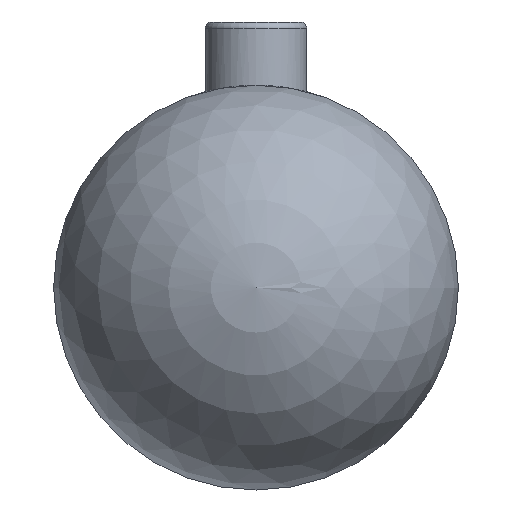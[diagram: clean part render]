
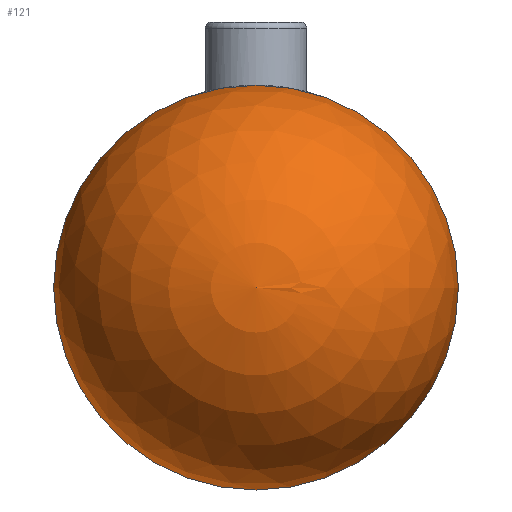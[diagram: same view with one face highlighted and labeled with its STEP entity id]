
A CAD part, front view. The second image highlights one B-rep face of the part: STEP entity #121.
In plain terms, the highlighted spherical face has radius 8 mm.
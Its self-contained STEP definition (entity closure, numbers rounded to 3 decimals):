
#54 = DIRECTION ( 'NONE',  ( 0., 0., -1. ) ) ;
#64 = CARTESIAN_POINT ( 'NONE',  ( 0., 8., 0. ) ) ;
#73 = DIRECTION ( 'NONE',  ( 0., 1., 0. ) ) ;
#90 = EDGE_CURVE ( 'NONE', #337, #365, #188, .T. ) ;
#117 = EDGE_CURVE ( 'NONE', #365, #337, #420, .T. ) ;
#121 = ADVANCED_FACE ( 'NONE', ( #295 ), #213, .T. ) ;
#168 = CARTESIAN_POINT ( 'NONE',  ( 0., 8., 8. ) ) ;
#170 = CARTESIAN_POINT ( 'NONE',  ( 0., 8., -8. ) ) ;
#188 = CIRCLE ( 'NONE', #192, 8. ) ;
#192 = AXIS2_PLACEMENT_3D ( 'NONE', #64, #73, #54 ) ;
#213 = SPHERICAL_SURFACE ( 'NONE', #395, 8. ) ;
#214 = CARTESIAN_POINT ( 'NONE',  ( 0., 8., 0. ) ) ;
#215 = DIRECTION ( 'NONE',  ( 1., 0., 0. ) ) ;
#218 = DIRECTION ( 'NONE',  ( 0., 1., 0. ) ) ;
#295 = FACE_OUTER_BOUND ( 'NONE', #362, .T. ) ;
#305 = CARTESIAN_POINT ( 'NONE',  ( 0., 8., 0. ) ) ;
#313 = DIRECTION ( 'NONE',  ( 0., 1., 0. ) ) ;
#320 = DIRECTION ( 'NONE',  ( 0., 0., -1. ) ) ;
#327 = ORIENTED_EDGE ( 'NONE', *, *, #90, .F. ) ;
#337 = VERTEX_POINT ( 'NONE', #170 ) ;
#362 = EDGE_LOOP ( 'NONE', ( #327, #378 ) ) ;
#365 = VERTEX_POINT ( 'NONE', #168 ) ;
#378 = ORIENTED_EDGE ( 'NONE', *, *, #117, .F. ) ;
#395 = AXIS2_PLACEMENT_3D ( 'NONE', #214, #218, #215 ) ;
#396 = AXIS2_PLACEMENT_3D ( 'NONE', #305, #313, #320 ) ;
#420 = CIRCLE ( 'NONE', #396, 8. ) ;
